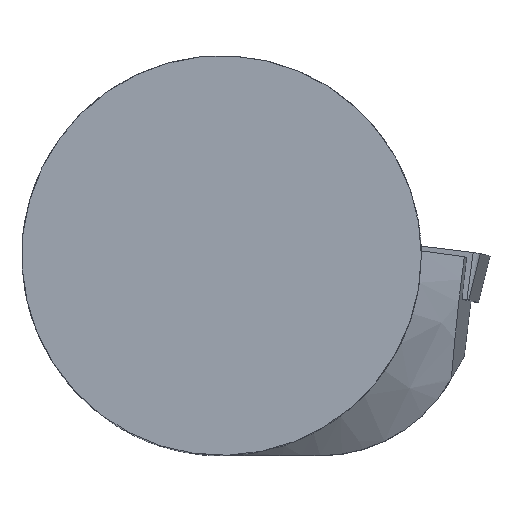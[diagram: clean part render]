
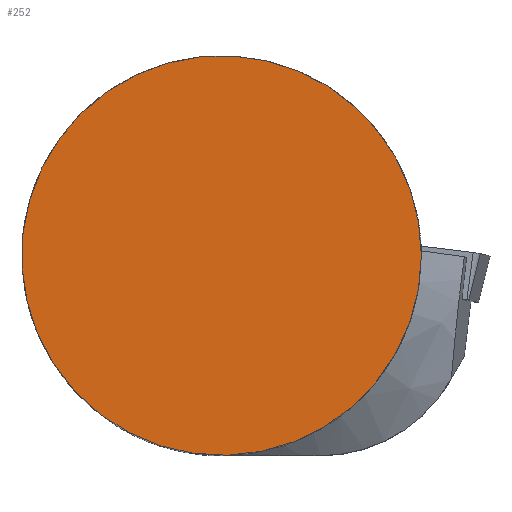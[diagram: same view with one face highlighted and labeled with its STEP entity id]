
A CAD part, top view. The second image highlights one B-rep face of the part: STEP entity #252.
In plain terms, the highlighted planar face has unit normal (0, 0, 1).
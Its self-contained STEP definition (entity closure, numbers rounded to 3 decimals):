
#186=CIRCLE('',#1093,20.);
#252=ADVANCED_FACE('',(#330),#289,.T.);
#289=PLANE('',#1138);
#330=FACE_OUTER_BOUND('',#375,.T.);
#375=EDGE_LOOP('',(#588));
#588=ORIENTED_EDGE('',*,*,#806,.T.);
#713=VERTEX_POINT('',#1669);
#806=EDGE_CURVE('',#713,#713,#186,.T.);
#1093=AXIS2_PLACEMENT_3D('',#1668,#1246,#1247);
#1138=AXIS2_PLACEMENT_3D('',#1841,#1354,#1355);
#1246=DIRECTION('',(0.,0.,1.));
#1247=DIRECTION('',(1.,0.,0.));
#1354=DIRECTION('',(0.,0.,1.));
#1355=DIRECTION('',(1.,0.,0.));
#1668=CARTESIAN_POINT('',(0.,0.,0.));
#1669=CARTESIAN_POINT('',(20.,0.,0.));
#1841=CARTESIAN_POINT('',(0.,0.,0.));
